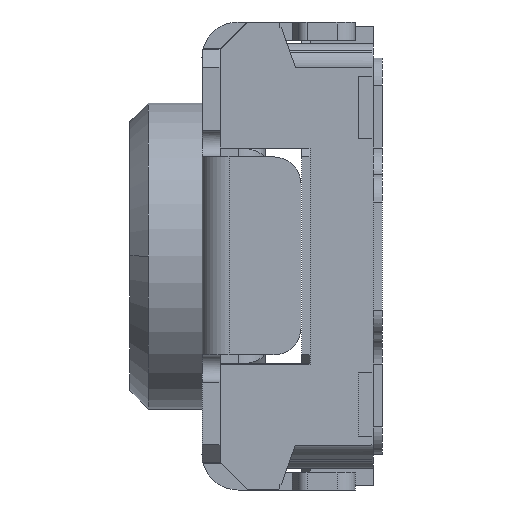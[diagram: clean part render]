
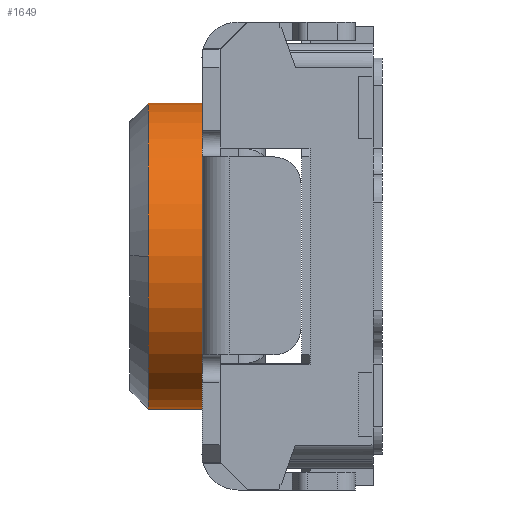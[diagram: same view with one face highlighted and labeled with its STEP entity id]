
A CAD part, left-side view. The second image highlights one B-rep face of the part: STEP entity #1649.
In plain terms, the highlighted cylindrical face has radius 0.85 mm (diameter 1.7 mm), a partial arc.
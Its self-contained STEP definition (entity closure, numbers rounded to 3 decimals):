
#44 = AXIS2_PLACEMENT_3D ( 'NONE', #3893, #12459, #8837 ) ;
#140 = CIRCLE ( 'NONE', #6983, 0.85 ) ;
#181 = ORIENTED_EDGE ( 'NONE', *, *, #8688, .T. ) ;
#601 = CIRCLE ( 'NONE', #13509, 0.85 ) ;
#1188 = LINE ( 'NONE', #4034, #5733 ) ;
#1619 = CARTESIAN_POINT ( 'NONE',  ( 0., 0.842, 0. ) ) ;
#1649 = ADVANCED_FACE ( 'NONE', ( #11674 ), #1692, .T. ) ;
#1692 = CYLINDRICAL_SURFACE ( 'NONE', #5701, 0.85 ) ;
#1696 = VERTEX_POINT ( 'NONE', #5486 ) ;
#1914 = ORIENTED_EDGE ( 'NONE', *, *, #14937, .T. ) ;
#2336 = CARTESIAN_POINT ( 'NONE',  ( 0., 0.842, 0.85 ) ) ;
#2665 = LINE ( 'NONE', #2336, #11075 ) ;
#3161 = DIRECTION ( 'NONE',  ( 0., 0., 1. ) ) ;
#3893 = CARTESIAN_POINT ( 'NONE',  ( 0., 0.85, 0. ) ) ;
#4034 = CARTESIAN_POINT ( 'NONE',  ( 0., 0.842, -0.85 ) ) ;
#4502 = CARTESIAN_POINT ( 'NONE',  ( 0., 1.25, -0.85 ) ) ;
#4798 = CARTESIAN_POINT ( 'NONE',  ( 0., 1.25, 0. ) ) ;
#4881 = DIRECTION ( 'NONE',  ( 0., 1., 0. ) ) ;
#5431 = DIRECTION ( 'NONE',  ( 0., 1., 0. ) ) ;
#5486 = CARTESIAN_POINT ( 'NONE',  ( -0.85, 1.25, 0. ) ) ;
#5517 = ORIENTED_EDGE ( 'NONE', *, *, #10655, .F. ) ;
#5701 = AXIS2_PLACEMENT_3D ( 'NONE', #1619, #5431, #15512 ) ;
#5733 = VECTOR ( 'NONE', #12779, 1000. ) ;
#5805 = EDGE_CURVE ( 'NONE', #8671, #1696, #140, .T. ) ;
#6157 = DIRECTION ( 'NONE',  ( 0., 0., 1. ) ) ;
#6983 = AXIS2_PLACEMENT_3D ( 'NONE', #13319, #11945, #3161 ) ;
#7925 = VERTEX_POINT ( 'NONE', #8154 ) ;
#8154 = CARTESIAN_POINT ( 'NONE',  ( 0., 0.85, -0.85 ) ) ;
#8326 = VERTEX_POINT ( 'NONE', #4502 ) ;
#8671 = VERTEX_POINT ( 'NONE', #8759 ) ;
#8688 = EDGE_CURVE ( 'NONE', #12546, #8671, #2665, .T. ) ;
#8759 = CARTESIAN_POINT ( 'NONE',  ( 0., 1.25, 0.85 ) ) ;
#8837 = DIRECTION ( 'NONE',  ( 0., 0., 1. ) ) ;
#9893 = CARTESIAN_POINT ( 'NONE',  ( 0., 0.85, 0.85 ) ) ;
#10655 = EDGE_CURVE ( 'NONE', #12546, #7925, #12474, .T. ) ;
#11075 = VECTOR ( 'NONE', #4881, 1000. ) ;
#11674 = FACE_OUTER_BOUND ( 'NONE', #14280, .T. ) ;
#11945 = DIRECTION ( 'NONE',  ( 0., -1., 0. ) ) ;
#12459 = DIRECTION ( 'NONE',  ( 0., -1., 0. ) ) ;
#12474 = CIRCLE ( 'NONE', #44, 0.85 ) ;
#12543 = ORIENTED_EDGE ( 'NONE', *, *, #5805, .T. ) ;
#12546 = VERTEX_POINT ( 'NONE', #9893 ) ;
#12779 = DIRECTION ( 'NONE',  ( 0., 1., 0. ) ) ;
#13319 = CARTESIAN_POINT ( 'NONE',  ( 0., 1.25, 0. ) ) ;
#13446 = ORIENTED_EDGE ( 'NONE', *, *, #14143, .F. ) ;
#13504 = DIRECTION ( 'NONE',  ( 0., -1., 0. ) ) ;
#13509 = AXIS2_PLACEMENT_3D ( 'NONE', #4798, #13504, #6157 ) ;
#14143 = EDGE_CURVE ( 'NONE', #7925, #8326, #1188, .T. ) ;
#14280 = EDGE_LOOP ( 'NONE', ( #13446, #5517, #181, #12543, #1914 ) ) ;
#14937 = EDGE_CURVE ( 'NONE', #1696, #8326, #601, .T. ) ;
#15512 = DIRECTION ( 'NONE',  ( 0., 0., 1. ) ) ;
